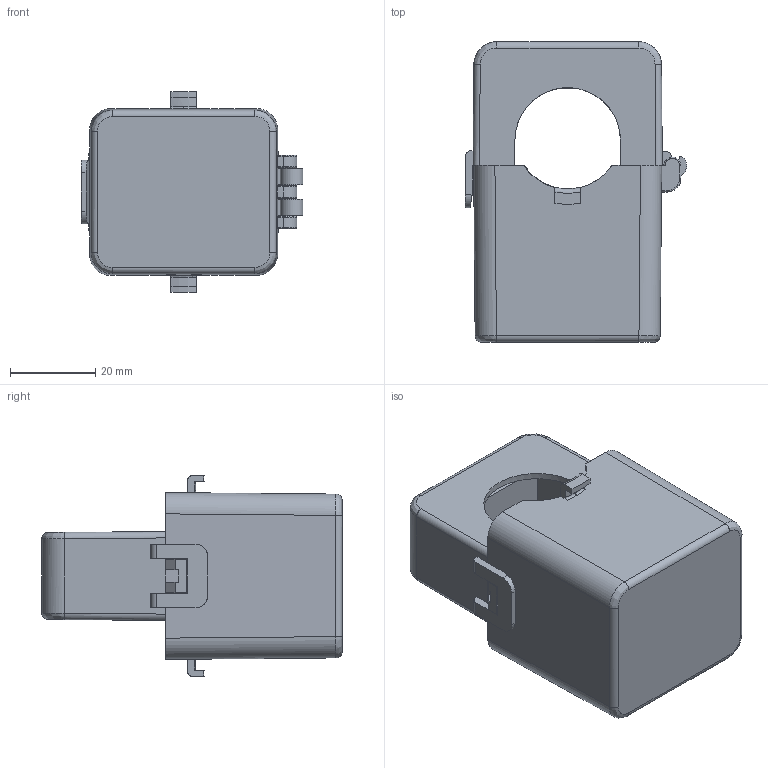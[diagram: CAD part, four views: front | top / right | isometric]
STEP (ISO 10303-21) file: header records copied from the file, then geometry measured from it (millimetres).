
FILE_DESCRIPTION (( 'STEP AP214' ), '1' );
FILE_NAME ('AcuCT-H100.STEP', '2025-12-02T17:48:54', ( '' ), ( '' ), 'SwSTEP 2.0', 'SolidWorks 2022', '' );
FILE_SCHEMA (( 'AUTOMOTIVE_DESIGN' ));
Length unit declared in the file: millimetre
Products named in the file (5): AcuCT-H100; 0421-3_____^AcuCT-H100.STEP; 0421-2_____^AcuCT-H100.STEP; 0421-1_____^AcuCT-H100.STEP; 681B-24-_________-1^AcuCT-H100.STEP
Assembly tree (4 placements, depth 2):
  AcuCT-H100
    0421-2_____^AcuCT-H100.STEP
    0421-1_____^AcuCT-H100.STEP
    681B-24-_________-1^AcuCT-H100.STEP
    0421-3_____^AcuCT-H100.STEP
Bounding box: 52.03 x 70.6 x 47.1 mm (x, y, z)
Volume: 30414.8 mm3; surface area: 31734.8 mm2
Topology: 4 solids, 4 shells, 362 faces, 1018 edges, 662 vertices
Faces by surface type: plane 217, cylinder 112, bspline 31, torus 2
Entity records: 13064 total; most frequent: CARTESIAN_POINT 3952, ORIENTED_EDGE 2036, DIRECTION 1651, EDGE_CURVE 1018, LINE 729, VECTOR 729, VERTEX_POINT 662, AXIS2_PLACEMENT_3D 461
